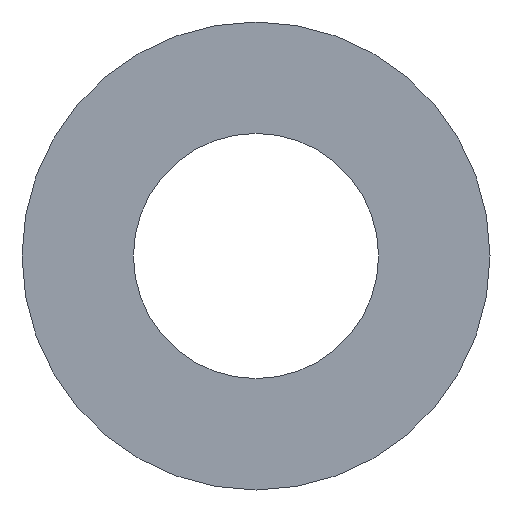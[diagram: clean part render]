
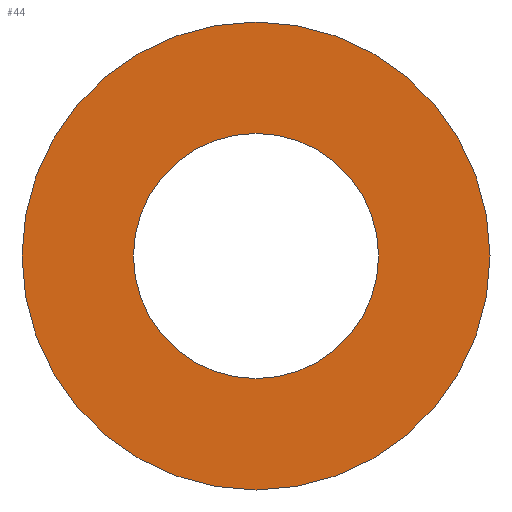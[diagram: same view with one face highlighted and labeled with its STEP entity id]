
A CAD part, front view. The second image highlights one B-rep face of the part: STEP entity #44.
In plain terms, the highlighted planar face has unit normal (0, -1, 0).
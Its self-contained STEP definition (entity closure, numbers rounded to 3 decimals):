
#5 = DIRECTION ( 'NONE',  ( 0., 1., 0. ) ) ;
#11 = CARTESIAN_POINT ( 'NONE',  ( 0., 0., 0. ) ) ;
#14 = ORIENTED_EDGE ( 'NONE', *, *, #127, .T. ) ;
#16 = CIRCLE ( 'NONE', #49, 31.5 ) ;
#17 = FACE_BOUND ( 'NONE', #80, .T. ) ;
#18 = VERTEX_POINT ( 'NONE', #34 ) ;
#22 = EDGE_LOOP ( 'NONE', ( #147, #181 ) ) ;
#26 = AXIS2_PLACEMENT_3D ( 'NONE', #11, #88, #180 ) ;
#32 = AXIS2_PLACEMENT_3D ( 'NONE', #172, #5, #33 ) ;
#33 = DIRECTION ( 'NONE',  ( 0., 0., 1. ) ) ;
#34 = CARTESIAN_POINT ( 'NONE',  ( 0., 0., -16.5 ) ) ;
#40 = DIRECTION ( 'NONE',  ( 0., 1., 0. ) ) ;
#44 = ADVANCED_FACE ( 'NONE', ( #144, #17 ), #83, .F. ) ;
#49 = AXIS2_PLACEMENT_3D ( 'NONE', #87, #152, #71 ) ;
#58 = CARTESIAN_POINT ( 'NONE',  ( 0., 0., 0. ) ) ;
#70 = AXIS2_PLACEMENT_3D ( 'NONE', #98, #186, #113 ) ;
#71 = DIRECTION ( 'NONE',  ( 0., 0., 1. ) ) ;
#75 = EDGE_CURVE ( 'NONE', #162, #106, #102, .T. ) ;
#80 = EDGE_LOOP ( 'NONE', ( #14, #95 ) ) ;
#83 = PLANE ( 'NONE',  #32 ) ;
#87 = CARTESIAN_POINT ( 'NONE',  ( 0., 0., 0. ) ) ;
#88 = DIRECTION ( 'NONE',  ( 0., 1., 0. ) ) ;
#95 = ORIENTED_EDGE ( 'NONE', *, *, #139, .T. ) ;
#98 = CARTESIAN_POINT ( 'NONE',  ( 0., 0., 0. ) ) ;
#101 = CARTESIAN_POINT ( 'NONE',  ( 0., 0., -31.5 ) ) ;
#102 = CIRCLE ( 'NONE', #70, 31.5 ) ;
#103 = DIRECTION ( 'NONE',  ( 0., 0., 1. ) ) ;
#106 = VERTEX_POINT ( 'NONE', #149 ) ;
#113 = DIRECTION ( 'NONE',  ( 0., 0., 1. ) ) ;
#116 = CIRCLE ( 'NONE', #26, 16.5 ) ;
#126 = VERTEX_POINT ( 'NONE', #192 ) ;
#127 = EDGE_CURVE ( 'NONE', #18, #126, #116, .T. ) ;
#139 = EDGE_CURVE ( 'NONE', #126, #18, #167, .T. ) ;
#144 = FACE_OUTER_BOUND ( 'NONE', #22, .T. ) ;
#147 = ORIENTED_EDGE ( 'NONE', *, *, #75, .F. ) ;
#149 = CARTESIAN_POINT ( 'NONE',  ( 0., 0., 31.5 ) ) ;
#152 = DIRECTION ( 'NONE',  ( 0., 1., 0. ) ) ;
#159 = EDGE_CURVE ( 'NONE', #106, #162, #16, .T. ) ;
#162 = VERTEX_POINT ( 'NONE', #101 ) ;
#167 = CIRCLE ( 'NONE', #189, 16.5 ) ;
#172 = CARTESIAN_POINT ( 'NONE',  ( 0., 0., 0. ) ) ;
#180 = DIRECTION ( 'NONE',  ( 0., 0., 1. ) ) ;
#181 = ORIENTED_EDGE ( 'NONE', *, *, #159, .F. ) ;
#186 = DIRECTION ( 'NONE',  ( 0., 1., 0. ) ) ;
#189 = AXIS2_PLACEMENT_3D ( 'NONE', #58, #40, #103 ) ;
#192 = CARTESIAN_POINT ( 'NONE',  ( 0., 0., 16.5 ) ) ;
